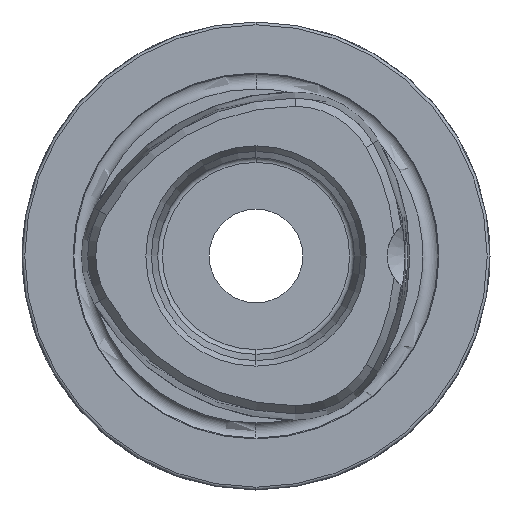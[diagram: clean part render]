
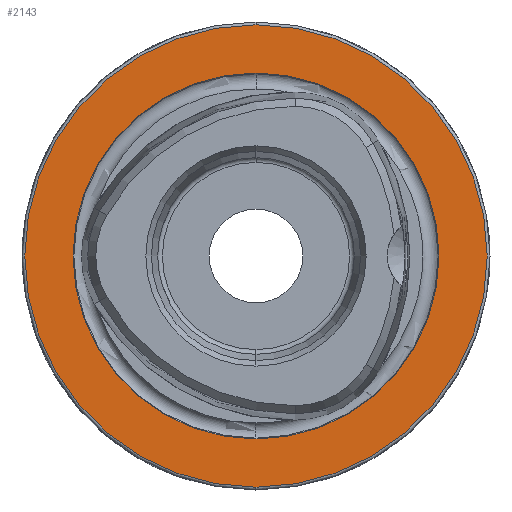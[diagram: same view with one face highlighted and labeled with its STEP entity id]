
A CAD part, left-side view. The second image highlights one B-rep face of the part: STEP entity #2143.
In plain terms, the highlighted planar face has unit normal (-1, 0, 0).
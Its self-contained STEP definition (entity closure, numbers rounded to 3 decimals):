
#138 = ORIENTED_EDGE ( 'NONE', *, *, #4752, .F. ) ;
#155 = DIRECTION ( 'NONE',  ( 1., 0., 0. ) ) ;
#210 = DIRECTION ( 'NONE',  ( 0., 0., 1. ) ) ;
#255 = DIRECTION ( 'NONE',  ( 0., 0., -1. ) ) ;
#398 = EDGE_CURVE ( 'NONE', #2514, #4417, #1836, .T. ) ;
#402 = EDGE_LOOP ( 'NONE', ( #138, #2112 ) ) ;
#665 = DIRECTION ( 'NONE',  ( 0., 0., 1. ) ) ;
#695 = EDGE_CURVE ( 'NONE', #4417, #2514, #810, .T. ) ;
#763 = ORIENTED_EDGE ( 'NONE', *, *, #695, .T. ) ;
#810 = CIRCLE ( 'NONE', #1753, 24.7 ) ;
#1119 = VERTEX_POINT ( 'NONE', #3477 ) ;
#1475 = DIRECTION ( 'NONE',  ( 0., 0., 1. ) ) ;
#1523 = EDGE_CURVE ( 'NONE', #1119, #4435, #2074, .T. ) ;
#1624 = PLANE ( 'NONE',  #4334 ) ;
#1631 = AXIS2_PLACEMENT_3D ( 'NONE', #4736, #4032, #665 ) ;
#1753 = AXIS2_PLACEMENT_3D ( 'NONE', #3499, #4737, #2847 ) ;
#1836 = CIRCLE ( 'NONE', #4191, 24.7 ) ;
#1991 = FACE_BOUND ( 'NONE', #402, .T. ) ;
#2015 = CARTESIAN_POINT ( 'NONE',  ( 0., 19.55, 0. ) ) ;
#2074 = CIRCLE ( 'NONE', #4857, 19.55 ) ;
#2085 = CARTESIAN_POINT ( 'NONE',  ( 0., 0., 24.7 ) ) ;
#2112 = ORIENTED_EDGE ( 'NONE', *, *, #1523, .F. ) ;
#2143 = ADVANCED_FACE ( 'NONE', ( #1991, #3479 ), #1624, .F. ) ;
#2210 = DIRECTION ( 'NONE',  ( -1., 0., 0. ) ) ;
#2514 = VERTEX_POINT ( 'NONE', #2085 ) ;
#2847 = DIRECTION ( 'NONE',  ( 0., 0., 1. ) ) ;
#3308 = EDGE_LOOP ( 'NONE', ( #3954, #763 ) ) ;
#3477 = CARTESIAN_POINT ( 'NONE',  ( 0., 0., -19.55 ) ) ;
#3479 = FACE_OUTER_BOUND ( 'NONE', #3308, .T. ) ;
#3499 = CARTESIAN_POINT ( 'NONE',  ( 0., 0., 0. ) ) ;
#3736 = CIRCLE ( 'NONE', #1631, 19.55 ) ;
#3901 = CARTESIAN_POINT ( 'NONE',  ( 0., 0., 0. ) ) ;
#3954 = ORIENTED_EDGE ( 'NONE', *, *, #398, .T. ) ;
#4029 = CARTESIAN_POINT ( 'NONE',  ( 0., 0., 0. ) ) ;
#4032 = DIRECTION ( 'NONE',  ( -1., 0., 0. ) ) ;
#4067 = CARTESIAN_POINT ( 'NONE',  ( 0., 0., -24.7 ) ) ;
#4191 = AXIS2_PLACEMENT_3D ( 'NONE', #3901, #4720, #210 ) ;
#4334 = AXIS2_PLACEMENT_3D ( 'NONE', #2015, #155, #255 ) ;
#4374 = CARTESIAN_POINT ( 'NONE',  ( 0., 0., 19.55 ) ) ;
#4417 = VERTEX_POINT ( 'NONE', #4067 ) ;
#4435 = VERTEX_POINT ( 'NONE', #4374 ) ;
#4720 = DIRECTION ( 'NONE',  ( -1., 0., 0. ) ) ;
#4736 = CARTESIAN_POINT ( 'NONE',  ( 0., 0., 0. ) ) ;
#4737 = DIRECTION ( 'NONE',  ( -1., 0., 0. ) ) ;
#4752 = EDGE_CURVE ( 'NONE', #4435, #1119, #3736, .T. ) ;
#4857 = AXIS2_PLACEMENT_3D ( 'NONE', #4029, #2210, #1475 ) ;
